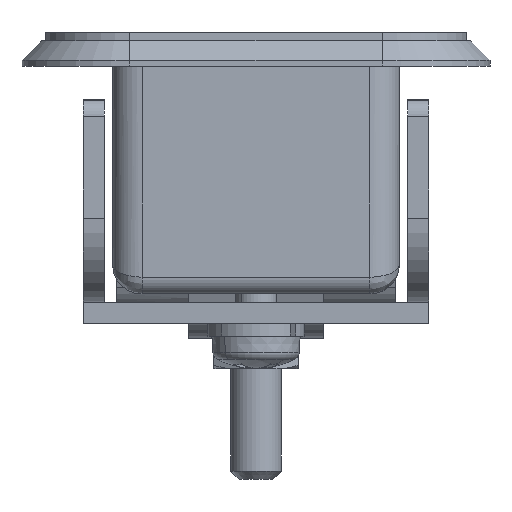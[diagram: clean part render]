
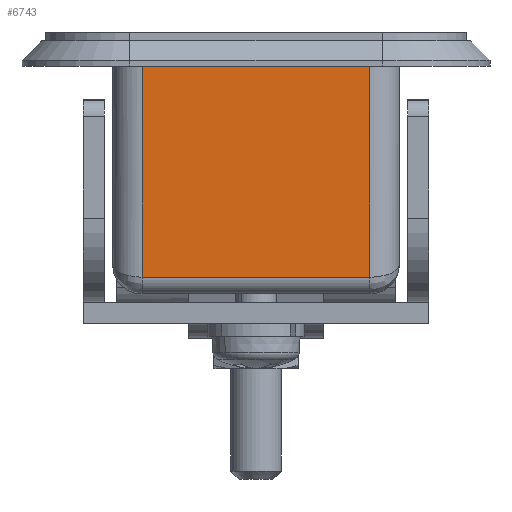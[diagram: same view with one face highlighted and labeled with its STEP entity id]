
A CAD part, front view. The second image highlights one B-rep face of the part: STEP entity #6743.
In plain terms, the highlighted planar face has unit normal (0, -1, 0).
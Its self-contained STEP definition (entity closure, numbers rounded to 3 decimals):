
#96 = CARTESIAN_POINT ( 'NONE',  ( 13.5, -78., 0. ) ) ;
#254 = FACE_OUTER_BOUND ( 'NONE', #10542, .T. ) ;
#279 = VERTEX_POINT ( 'NONE', #12451 ) ;
#403 = CARTESIAN_POINT ( 'NONE',  ( -13.5, -78., -26. ) ) ;
#733 = VERTEX_POINT ( 'NONE', #403 ) ;
#1036 = LINE ( 'NONE', #16660, #2436 ) ;
#1491 = DIRECTION ( 'NONE',  ( 0., 1., 0. ) ) ;
#2153 = DIRECTION ( 'NONE',  ( 0., 0., 1. ) ) ;
#2181 = EDGE_CURVE ( 'NONE', #4834, #279, #11397, .T. ) ;
#2215 = DIRECTION ( 'NONE',  ( 1., 0., 0. ) ) ;
#2436 = VECTOR ( 'NONE', #14882, 1000. ) ;
#3235 = CARTESIAN_POINT ( 'NONE',  ( 17., -78., -28. ) ) ;
#3936 = CARTESIAN_POINT ( 'NONE',  ( 13.5, -78., -28. ) ) ;
#3990 = CARTESIAN_POINT ( 'NONE',  ( 17., -78., -26. ) ) ;
#4745 = EDGE_CURVE ( 'NONE', #4977, #4834, #12856, .T. ) ;
#4766 = VECTOR ( 'NONE', #2215, 1000. ) ;
#4834 = VERTEX_POINT ( 'NONE', #96 ) ;
#4977 = VERTEX_POINT ( 'NONE', #7049 ) ;
#5020 = PLANE ( 'NONE',  #6942 ) ;
#5759 = LINE ( 'NONE', #3990, #4766 ) ;
#6743 = ADVANCED_FACE ( 'NONE', ( #254 ), #5020, .F. ) ;
#6942 = AXIS2_PLACEMENT_3D ( 'NONE', #3235, #1491, #17106 ) ;
#6960 = ORIENTED_EDGE ( 'NONE', *, *, #4745, .T. ) ;
#7049 = CARTESIAN_POINT ( 'NONE',  ( 13.5, -78., -26. ) ) ;
#7774 = ORIENTED_EDGE ( 'NONE', *, *, #14734, .T. ) ;
#7831 = DIRECTION ( 'NONE',  ( -1., 0., 0. ) ) ;
#9630 = CARTESIAN_POINT ( 'NONE',  ( 17., -78., 0. ) ) ;
#10542 = EDGE_LOOP ( 'NONE', ( #14543, #7774, #14458, #6960 ) ) ;
#11397 = LINE ( 'NONE', #9630, #14086 ) ;
#12451 = CARTESIAN_POINT ( 'NONE',  ( -13.5, -78., 0. ) ) ;
#12856 = LINE ( 'NONE', #3936, #16586 ) ;
#13729 = EDGE_CURVE ( 'NONE', #733, #4977, #5759, .T. ) ;
#14086 = VECTOR ( 'NONE', #7831, 1000. ) ;
#14458 = ORIENTED_EDGE ( 'NONE', *, *, #13729, .T. ) ;
#14543 = ORIENTED_EDGE ( 'NONE', *, *, #2181, .T. ) ;
#14734 = EDGE_CURVE ( 'NONE', #279, #733, #1036, .T. ) ;
#14882 = DIRECTION ( 'NONE',  ( 0., 0., -1. ) ) ;
#16586 = VECTOR ( 'NONE', #2153, 1000. ) ;
#16660 = CARTESIAN_POINT ( 'NONE',  ( -13.5, -78., -28. ) ) ;
#17106 = DIRECTION ( 'NONE',  ( 0., 0., 1. ) ) ;
